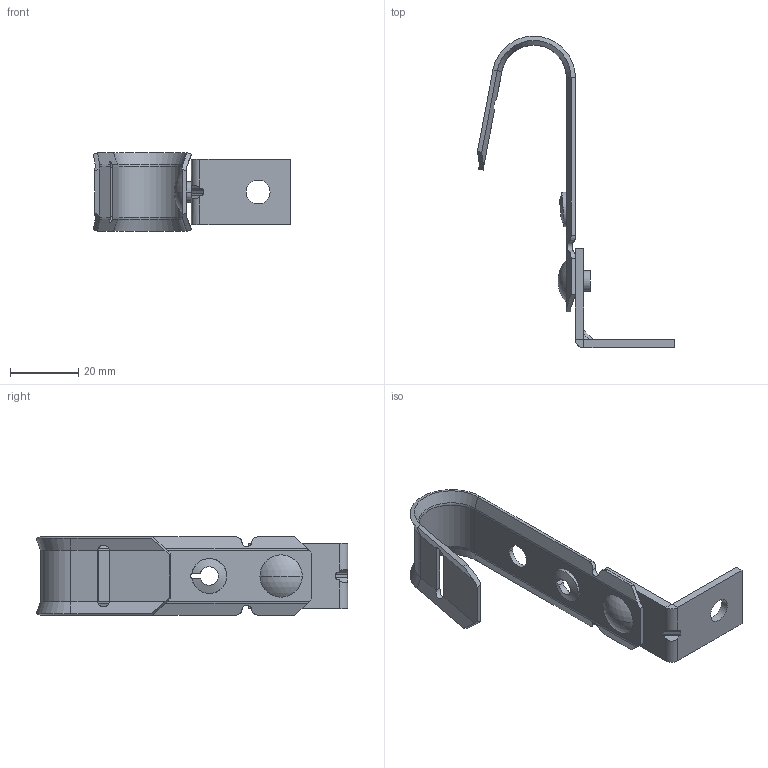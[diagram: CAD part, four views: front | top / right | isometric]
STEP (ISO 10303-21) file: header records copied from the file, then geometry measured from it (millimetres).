
FILE_DESCRIPTION (( 'STEP AP203' ), '1' );
FILE_NAME ('WJH12AC.STEP', '2024-03-05T08:34:51', ( '' ), ( '' ), 'SwSTEP 2.0', 'SolidWorks 2021', '' );
FILE_SCHEMA (( 'CONFIG_CONTROL_DESIGN' ));
Length unit declared in the file: millimetre
Products named in the file (4): WJH12.step; WJH12AC; AC.step; oval head semi-tubular rivets gb_GB_CONNECTING_PIECE_RIVET_OHSR 6X7
Assembly tree (3 placements, depth 2):
  WJH12AC
    AC.step
    WJH12.step
    oval head semi-tubular rivets gb_GB_CONNECTING_PIECE_RIVET_OHSR 6X7
Bounding box: 57.64 x 91.1 x 22.94 mm (x, y, z)
Volume: 6267.2 mm3; surface area: 8917.8 mm2
Topology: 3 solids, 3 shells, 107 faces, 275 edges, 172 vertices
Faces by surface type: plane 50, cylinder 35, bspline 8, cone 8, torus 4, sphere 2
Entity records: 4065 total; most frequent: CARTESIAN_POINT 1184, ORIENTED_EDGE 546, DIRECTION 485, EDGE_CURVE 273, VERTEX_POINT 172, AXIS2_PLACEMENT_3D 167, VECTOR 151, LINE 151
